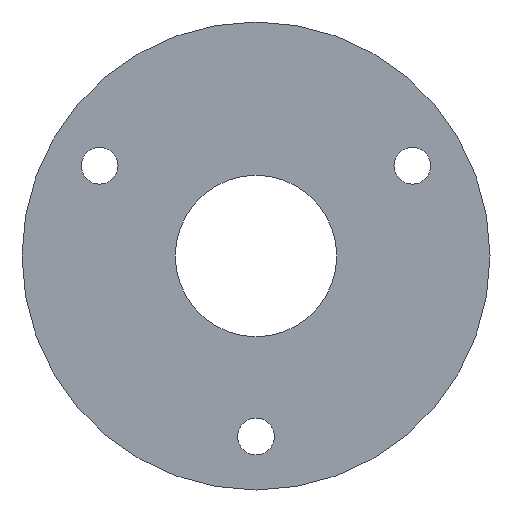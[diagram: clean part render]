
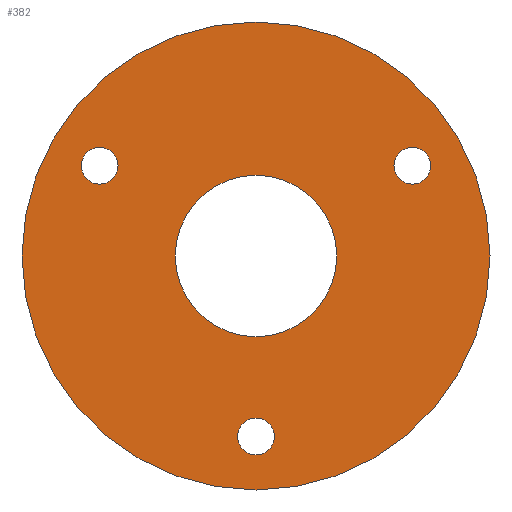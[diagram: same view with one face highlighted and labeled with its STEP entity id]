
A CAD part, front view. The second image highlights one B-rep face of the part: STEP entity #382.
In plain terms, the highlighted planar face has unit normal (0, -1, 0).
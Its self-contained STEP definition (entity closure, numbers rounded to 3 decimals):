
#1 = AXIS2_PLACEMENT_3D ( 'NONE', #398, #395, #390 ) ;
#2 = VERTEX_POINT ( 'NONE', #329 ) ;
#3 = EDGE_CURVE ( 'NONE', #336, #113, #127, .T. ) ;
#5 = CARTESIAN_POINT ( 'NONE',  ( 0., 0., 0. ) ) ;
#7 = ORIENTED_EDGE ( 'NONE', *, *, #402, .T. ) ;
#11 = DIRECTION ( 'NONE',  ( 0., 0., 1. ) ) ;
#15 = DIRECTION ( 'NONE',  ( 0., 1., 0. ) ) ;
#17 = CARTESIAN_POINT ( 'NONE',  ( -46.765, 0., 27. ) ) ;
#20 = CARTESIAN_POINT ( 'NONE',  ( -46.765, 0., 32.5 ) ) ;
#21 = CIRCLE ( 'NONE', #1, 24.15 ) ;
#24 = DIRECTION ( 'NONE',  ( 0., 0., 1. ) ) ;
#33 = VERTEX_POINT ( 'NONE', #260 ) ;
#35 = FACE_BOUND ( 'NONE', #249, .T. ) ;
#37 = DIRECTION ( 'NONE',  ( 0., 1., 0. ) ) ;
#48 = DIRECTION ( 'NONE',  ( 0., 0., 1. ) ) ;
#55 = DIRECTION ( 'NONE',  ( 0., 0., 1. ) ) ;
#70 = AXIS2_PLACEMENT_3D ( 'NONE', #5, #72, #11 ) ;
#72 = DIRECTION ( 'NONE',  ( 0., 1., 0. ) ) ;
#73 = EDGE_CURVE ( 'NONE', #33, #94, #301, .T. ) ;
#77 = PLANE ( 'NONE',  #327 ) ;
#82 = EDGE_CURVE ( 'NONE', #189, #359, #405, .T. ) ;
#83 = CARTESIAN_POINT ( 'NONE',  ( 0., 0., 0. ) ) ;
#92 = AXIS2_PLACEMENT_3D ( 'NONE', #285, #467, #24 ) ;
#94 = VERTEX_POINT ( 'NONE', #20 ) ;
#104 = FACE_OUTER_BOUND ( 'NONE', #430, .T. ) ;
#113 = VERTEX_POINT ( 'NONE', #230 ) ;
#118 = DIRECTION ( 'NONE',  ( 0., 0., 1. ) ) ;
#121 = CARTESIAN_POINT ( 'NONE',  ( 46.765, 0., 32.5 ) ) ;
#127 = CIRCLE ( 'NONE', #70, 24.15 ) ;
#128 = CIRCLE ( 'NONE', #92, 70. ) ;
#130 = EDGE_LOOP ( 'NONE', ( #246, #448 ) ) ;
#138 = DIRECTION ( 'NONE',  ( 0., 0., 1. ) ) ;
#140 = EDGE_CURVE ( 'NONE', #295, #174, #414, .T. ) ;
#143 = ORIENTED_EDGE ( 'NONE', *, *, #159, .F. ) ;
#146 = CIRCLE ( 'NONE', #165, 5.5 ) ;
#159 = EDGE_CURVE ( 'NONE', #2, #187, #334, .T. ) ;
#161 = CARTESIAN_POINT ( 'NONE',  ( 46.765, 0., 27. ) ) ;
#165 = AXIS2_PLACEMENT_3D ( 'NONE', #173, #170, #138 ) ;
#170 = DIRECTION ( 'NONE',  ( 0., 1., 0. ) ) ;
#173 = CARTESIAN_POINT ( 'NONE',  ( 0., 0., -54. ) ) ;
#174 = VERTEX_POINT ( 'NONE', #193 ) ;
#182 = DIRECTION ( 'NONE',  ( 0., 0., 1. ) ) ;
#184 = FACE_BOUND ( 'NONE', #258, .T. ) ;
#187 = VERTEX_POINT ( 'NONE', #269 ) ;
#189 = VERTEX_POINT ( 'NONE', #121 ) ;
#193 = CARTESIAN_POINT ( 'NONE',  ( 0., 0., -48.5 ) ) ;
#203 = ORIENTED_EDGE ( 'NONE', *, *, #331, .F. ) ;
#214 = DIRECTION ( 'NONE',  ( 0., 0., 1. ) ) ;
#216 = EDGE_CURVE ( 'NONE', #113, #336, #21, .T. ) ;
#219 = DIRECTION ( 'NONE',  ( 0., 0., 1. ) ) ;
#221 = DIRECTION ( 'NONE',  ( 0., 1., 0. ) ) ;
#222 = ORIENTED_EDGE ( 'NONE', *, *, #73, .T. ) ;
#225 = CARTESIAN_POINT ( 'NONE',  ( 46.765, 0., 21.5 ) ) ;
#230 = CARTESIAN_POINT ( 'NONE',  ( 0., 0., 24.15 ) ) ;
#233 = DIRECTION ( 'NONE',  ( 0., 1., 0. ) ) ;
#246 = ORIENTED_EDGE ( 'NONE', *, *, #216, .T. ) ;
#249 = EDGE_LOOP ( 'NONE', ( #333, #7 ) ) ;
#258 = EDGE_LOOP ( 'NONE', ( #319, #222 ) ) ;
#260 = CARTESIAN_POINT ( 'NONE',  ( -46.765, 0., 21.5 ) ) ;
#262 = CIRCLE ( 'NONE', #344, 5.5 ) ;
#269 = CARTESIAN_POINT ( 'NONE',  ( 0., 0., -70. ) ) ;
#285 = CARTESIAN_POINT ( 'NONE',  ( 0., 0., 0. ) ) ;
#292 = CIRCLE ( 'NONE', #421, 5.5 ) ;
#294 = FACE_BOUND ( 'NONE', #130, .T. ) ;
#295 = VERTEX_POINT ( 'NONE', #355 ) ;
#301 = CIRCLE ( 'NONE', #462, 5.5 ) ;
#313 = CARTESIAN_POINT ( 'NONE',  ( 0., 0., -54. ) ) ;
#314 = EDGE_CURVE ( 'NONE', #174, #295, #146, .T. ) ;
#319 = ORIENTED_EDGE ( 'NONE', *, *, #431, .T. ) ;
#323 = EDGE_LOOP ( 'NONE', ( #465, #399 ) ) ;
#327 = AXIS2_PLACEMENT_3D ( 'NONE', #373, #221, #182 ) ;
#329 = CARTESIAN_POINT ( 'NONE',  ( 0., 0., 70. ) ) ;
#331 = EDGE_CURVE ( 'NONE', #187, #2, #128, .T. ) ;
#333 = ORIENTED_EDGE ( 'NONE', *, *, #82, .T. ) ;
#334 = CIRCLE ( 'NONE', #443, 70. ) ;
#336 = VERTEX_POINT ( 'NONE', #437 ) ;
#344 = AXIS2_PLACEMENT_3D ( 'NONE', #403, #37, #219 ) ;
#355 = CARTESIAN_POINT ( 'NONE',  ( 0., 0., -59.5 ) ) ;
#358 = AXIS2_PLACEMENT_3D ( 'NONE', #161, #15, #118 ) ;
#359 = VERTEX_POINT ( 'NONE', #225 ) ;
#367 = CARTESIAN_POINT ( 'NONE',  ( -46.765, 0., 27. ) ) ;
#373 = CARTESIAN_POINT ( 'NONE',  ( 0., 0., 0. ) ) ;
#380 = AXIS2_PLACEMENT_3D ( 'NONE', #313, #459, #425 ) ;
#382 = ADVANCED_FACE ( 'NONE', ( #294, #184, #35, #439, #104 ), #77, .F. ) ;
#390 = DIRECTION ( 'NONE',  ( 0., 0., 1. ) ) ;
#395 = DIRECTION ( 'NONE',  ( 0., 1., 0. ) ) ;
#398 = CARTESIAN_POINT ( 'NONE',  ( 0., 0., 0. ) ) ;
#399 = ORIENTED_EDGE ( 'NONE', *, *, #140, .T. ) ;
#402 = EDGE_CURVE ( 'NONE', #359, #189, #262, .T. ) ;
#403 = CARTESIAN_POINT ( 'NONE',  ( 46.765, 0., 27. ) ) ;
#405 = CIRCLE ( 'NONE', #358, 5.5 ) ;
#414 = CIRCLE ( 'NONE', #380, 5.5 ) ;
#417 = DIRECTION ( 'NONE',  ( 0., 1., 0. ) ) ;
#421 = AXIS2_PLACEMENT_3D ( 'NONE', #367, #447, #214 ) ;
#425 = DIRECTION ( 'NONE',  ( 0., 0., 1. ) ) ;
#430 = EDGE_LOOP ( 'NONE', ( #203, #143 ) ) ;
#431 = EDGE_CURVE ( 'NONE', #94, #33, #292, .T. ) ;
#437 = CARTESIAN_POINT ( 'NONE',  ( 0., 0., -24.15 ) ) ;
#439 = FACE_BOUND ( 'NONE', #323, .T. ) ;
#443 = AXIS2_PLACEMENT_3D ( 'NONE', #83, #417, #48 ) ;
#447 = DIRECTION ( 'NONE',  ( 0., 1., 0. ) ) ;
#448 = ORIENTED_EDGE ( 'NONE', *, *, #3, .T. ) ;
#459 = DIRECTION ( 'NONE',  ( 0., 1., 0. ) ) ;
#462 = AXIS2_PLACEMENT_3D ( 'NONE', #17, #233, #55 ) ;
#465 = ORIENTED_EDGE ( 'NONE', *, *, #314, .T. ) ;
#467 = DIRECTION ( 'NONE',  ( 0., 1., 0. ) ) ;
